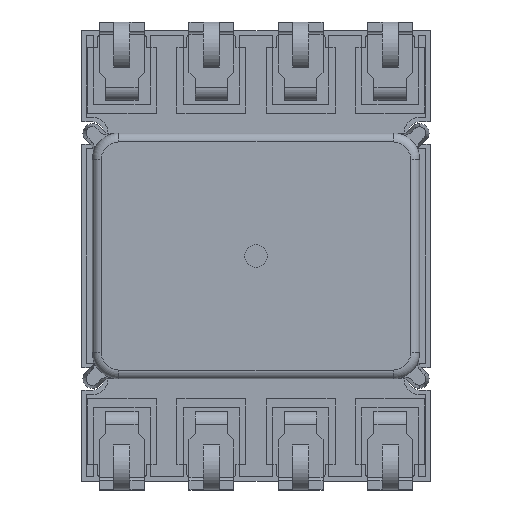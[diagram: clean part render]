
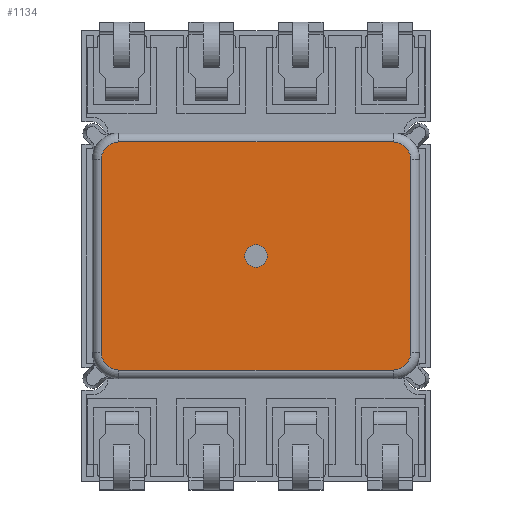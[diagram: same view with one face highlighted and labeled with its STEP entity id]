
A CAD part, front view. The second image highlights one B-rep face of the part: STEP entity #1134.
In plain terms, the highlighted face is planar.
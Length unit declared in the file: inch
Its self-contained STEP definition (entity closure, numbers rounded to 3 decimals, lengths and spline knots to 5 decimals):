
#20 = EDGE_CURVE ( 'NONE', #7951, #7918, #12195, .T. ) ;
#67 = EDGE_CURVE ( 'NONE', #7966, #7953, #12294, .T. ) ;
#77 = EDGE_CURVE ( 'NONE', #7961, #7932, #12248, .T. ) ;
#481 = EDGE_CURVE ( 'NONE', #8195, #8236, #12669, .T. ) ;
#1134 = ADVANCED_FACE ( 'NONE', ( #4053, #4037 ), #10906, .T. ) ;
#2087 = AXIS2_PLACEMENT_3D ( 'NONE', #2518, #2485, #2486 ) ;
#2485 = DIRECTION ( 'NONE',  ( 0., 1., 0. ) ) ;
#2486 = DIRECTION ( 'NONE',  ( 0., 0., 1. ) ) ;
#2518 = CARTESIAN_POINT ( 'NONE',  ( 0., 0.1063, 0. ) ) ;
#4037 = FACE_OUTER_BOUND ( 'NONE', #12122, .T. ) ;
#4053 = FACE_BOUND ( 'NONE', #12056, .T. ) ;
#6078 = CIRCLE ( 'NONE', #10215, 0.01953 ) ;
#6129 = CIRCLE ( 'NONE', #10227, 0.01953 ) ;
#6130 = CIRCLE ( 'NONE', #10211, 0.0125 ) ;
#6131 = CIRCLE ( 'NONE', #10172, 0.01953 ) ;
#6132 = LINE ( 'NONE', #9202, #6159 ) ;
#6135 = CIRCLE ( 'NONE', #10261, 0.01953 ) ;
#6159 = VECTOR ( 'NONE', #9228, 39.37008 ) ;
#7287 = CARTESIAN_POINT ( 'NONE',  ( -0.17307, 0.1063, 0.10807 ) ) ;
#7343 = DIRECTION ( 'NONE',  ( 0., 0., 1. ) ) ;
#7454 = DIRECTION ( 'NONE',  ( 1., 0., 0. ) ) ;
#7467 = CARTESIAN_POINT ( 'NONE',  ( 0.15354, 0.1063, 0.1276 ) ) ;
#7473 = CARTESIAN_POINT ( 'NONE',  ( -0.15354, 0.1063, -0.1276 ) ) ;
#7475 = DIRECTION ( 'NONE',  ( -1., 0., 0. ) ) ;
#7907 = VERTEX_POINT ( 'NONE', #8766 ) ;
#7918 = VERTEX_POINT ( 'NONE', #8744 ) ;
#7932 = VERTEX_POINT ( 'NONE', #8794 ) ;
#7951 = VERTEX_POINT ( 'NONE', #8795 ) ;
#7953 = VERTEX_POINT ( 'NONE', #8821 ) ;
#7956 = VERTEX_POINT ( 'NONE', #8812 ) ;
#7961 = VERTEX_POINT ( 'NONE', #8815 ) ;
#7966 = VERTEX_POINT ( 'NONE', #8786 ) ;
#8195 = VERTEX_POINT ( 'NONE', #9005 ) ;
#8236 = VERTEX_POINT ( 'NONE', #9067 ) ;
#8744 = CARTESIAN_POINT ( 'NONE',  ( -0.17307, 0.1063, 0.10807 ) ) ;
#8766 = CARTESIAN_POINT ( 'NONE',  ( 0.17307, 0.1063, 0.10807 ) ) ;
#8786 = CARTESIAN_POINT ( 'NONE',  ( -0.15354, 0.1063, 0.1276 ) ) ;
#8794 = CARTESIAN_POINT ( 'NONE',  ( -0.15354, 0.1063, -0.1276 ) ) ;
#8795 = CARTESIAN_POINT ( 'NONE',  ( -0.17307, 0.1063, -0.10807 ) ) ;
#8812 = CARTESIAN_POINT ( 'NONE',  ( 0.17307, 0.1063, -0.10807 ) ) ;
#8815 = CARTESIAN_POINT ( 'NONE',  ( 0.15354, 0.1063, -0.1276 ) ) ;
#8821 = CARTESIAN_POINT ( 'NONE',  ( 0.15354, 0.1063, 0.1276 ) ) ;
#9005 = CARTESIAN_POINT ( 'NONE',  ( 0., 0.1063, -0.0125 ) ) ;
#9067 = CARTESIAN_POINT ( 'NONE',  ( 0., 0.1063, 0.0125 ) ) ;
#9154 = CARTESIAN_POINT ( 'NONE',  ( 0.15354, 0.1063, 0.10807 ) ) ;
#9164 = DIRECTION ( 'NONE',  ( 0., 1., 0. ) ) ;
#9185 = CARTESIAN_POINT ( 'NONE',  ( -0.15354, 0.1063, -0.10807 ) ) ;
#9195 = DIRECTION ( 'NONE',  ( 0., 0., 1. ) ) ;
#9202 = CARTESIAN_POINT ( 'NONE',  ( 0.17307, 0.1063, -0.10807 ) ) ;
#9204 = CARTESIAN_POINT ( 'NONE',  ( -0.15354, 0.1063, 0.10807 ) ) ;
#9206 = DIRECTION ( 'NONE',  ( 0., 0., 1. ) ) ;
#9217 = CARTESIAN_POINT ( 'NONE',  ( 0.15354, 0.1063, -0.10807 ) ) ;
#9224 = DIRECTION ( 'NONE',  ( 0., 1., 0. ) ) ;
#9225 = DIRECTION ( 'NONE',  ( 0., 0., 1. ) ) ;
#9226 = DIRECTION ( 'NONE',  ( 0., 0., 1. ) ) ;
#9227 = DIRECTION ( 'NONE',  ( 0., 1., 0. ) ) ;
#9228 = DIRECTION ( 'NONE',  ( 0., 0., -1. ) ) ;
#9229 = DIRECTION ( 'NONE',  ( 0., 1., 0. ) ) ;
#9230 = DIRECTION ( 'NONE',  ( 0., 0., 1. ) ) ;
#9232 = CARTESIAN_POINT ( 'NONE',  ( 0., 0.1063, 0. ) ) ;
#9238 = DIRECTION ( 'NONE',  ( 0., 1., 0. ) ) ;
#10021 = AXIS2_PLACEMENT_3D ( 'NONE', #10891, #10905, #10897 ) ;
#10172 = AXIS2_PLACEMENT_3D ( 'NONE', #9185, #9238, #9226 ) ;
#10211 = AXIS2_PLACEMENT_3D ( 'NONE', #9232, #9227, #9206 ) ;
#10215 = AXIS2_PLACEMENT_3D ( 'NONE', #9154, #9164, #9195 ) ;
#10227 = AXIS2_PLACEMENT_3D ( 'NONE', #9217, #9224, #9225 ) ;
#10261 = AXIS2_PLACEMENT_3D ( 'NONE', #9204, #9229, #9230 ) ;
#10891 = CARTESIAN_POINT ( 'NONE',  ( -0.15354, 0.1063, 0.10807 ) ) ;
#10897 = DIRECTION ( 'NONE',  ( 0., 0., 1. ) ) ;
#10905 = DIRECTION ( 'NONE',  ( 0., 1., 0. ) ) ;
#10906 = PLANE ( 'NONE',  #10021 ) ;
#12056 = EDGE_LOOP ( 'NONE', ( #15188, #15270 ) ) ;
#12122 = EDGE_LOOP ( 'NONE', ( #15290, #15195, #15248, #15291, #15257, #15297, #15222, #15199 ) ) ;
#12157 = VECTOR ( 'NONE', #7343, 39.37008 ) ;
#12195 = LINE ( 'NONE', #7287, #12157 ) ;
#12248 = LINE ( 'NONE', #7473, #12265 ) ;
#12256 = VECTOR ( 'NONE', #7454, 39.37008 ) ;
#12265 = VECTOR ( 'NONE', #7475, 39.37008 ) ;
#12294 = LINE ( 'NONE', #7467, #12256 ) ;
#12669 = CIRCLE ( 'NONE', #2087, 0.0125 ) ;
#12975 = EDGE_CURVE ( 'NONE', #7953, #7907, #6078, .T. ) ;
#12980 = EDGE_CURVE ( 'NONE', #7932, #7951, #6131, .T. ) ;
#12981 = EDGE_CURVE ( 'NONE', #8236, #8195, #6130, .T. ) ;
#12987 = EDGE_CURVE ( 'NONE', #7907, #7956, #6132, .T. ) ;
#12989 = EDGE_CURVE ( 'NONE', #7918, #7966, #6135, .T. ) ;
#12992 = EDGE_CURVE ( 'NONE', #7956, #7961, #6129, .T. ) ;
#15188 = ORIENTED_EDGE ( 'NONE', *, *, #12981, .F. ) ;
#15195 = ORIENTED_EDGE ( 'NONE', *, *, #12989, .T. ) ;
#15199 = ORIENTED_EDGE ( 'NONE', *, *, #12980, .T. ) ;
#15222 = ORIENTED_EDGE ( 'NONE', *, *, #77, .T. ) ;
#15248 = ORIENTED_EDGE ( 'NONE', *, *, #67, .T. ) ;
#15257 = ORIENTED_EDGE ( 'NONE', *, *, #12987, .T. ) ;
#15270 = ORIENTED_EDGE ( 'NONE', *, *, #481, .F. ) ;
#15290 = ORIENTED_EDGE ( 'NONE', *, *, #20, .T. ) ;
#15291 = ORIENTED_EDGE ( 'NONE', *, *, #12975, .T. ) ;
#15297 = ORIENTED_EDGE ( 'NONE', *, *, #12992, .T. ) ;
